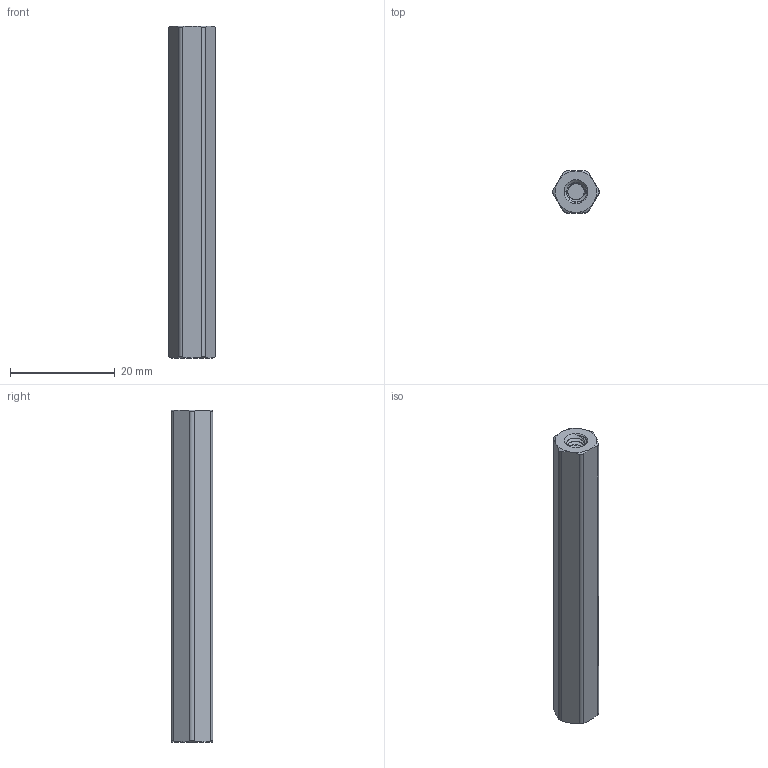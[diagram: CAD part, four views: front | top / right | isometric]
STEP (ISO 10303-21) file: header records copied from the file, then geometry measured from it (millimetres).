
FILE_DESCRIPTION (( 'STEP AP203' ), '1' );
FILE_NAME ('91115A849_Female Threaded Hex Standoff.STEP', '2022-12-07T18:57:50', ( 'Administrator' ), ( 'Managed by Terraform' ), 'SwSTEP 2.0', 'SolidWorks 2017', '' );
FILE_SCHEMA (( 'CONFIG_CONTROL_DESIGN' ));
Length unit declared in the file: inch
Products named in the file (1): 91115A849_Female Threaded Hex Standoff
Bounding box: 8.92 x 7.94 x 63.5 mm (x, y, z)
Volume: 3245.1 mm3; surface area: 2187.3 mm2
Topology: 1 solids, 1 shells, 91 faces, 245 edges, 158 vertices
Faces by surface type: cylinder 55, cone 20, plane 10, bspline 6
Entity records: 7002 total; most frequent: CARTESIAN_POINT 5061, ORIENTED_EDGE 490, DIRECTION 283, EDGE_CURVE 245, VERTEX_POINT 158, AXIS2_PLACEMENT_3D 108, EDGE_LOOP 93, FACE_OUTER_BOUND 91
